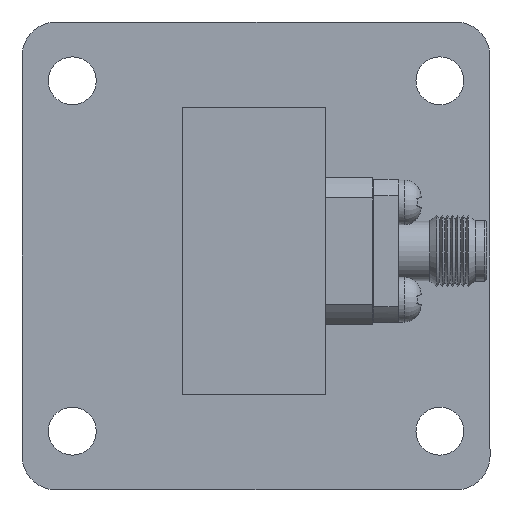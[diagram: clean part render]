
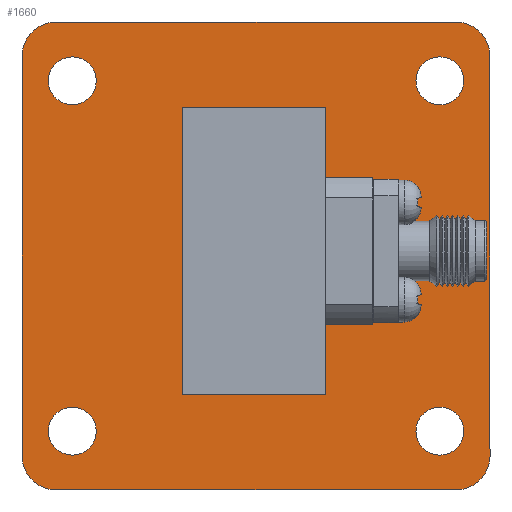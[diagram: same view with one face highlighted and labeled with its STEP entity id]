
A CAD part, left-side view. The second image highlights one B-rep face of the part: STEP entity #1660.
In plain terms, the highlighted planar face has unit normal (-1, 0, 0).
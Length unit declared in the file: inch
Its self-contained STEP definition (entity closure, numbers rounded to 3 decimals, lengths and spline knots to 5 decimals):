
#3 = ORIENTED_EDGE ( 'NONE', *, *, #198, .T. ) ;
#20 = CARTESIAN_POINT ( 'NONE',  ( -0.19685, 0.68942, 0.67935 ) ) ;
#26 = EDGE_CURVE ( 'NONE', #375, #2351, #2830, .T. ) ;
#108 = CARTESIAN_POINT ( 'NONE',  ( -0.19685, 0.80752, -0.71456 ) ) ;
#189 = ORIENTED_EDGE ( 'NONE', *, *, #2977, .F. ) ;
#192 = CIRCLE ( 'NONE', #3779, 0.1181 ) ;
#198 = EDGE_CURVE ( 'NONE', #2900, #2900, #408, .T. ) ;
#234 = CIRCLE ( 'NONE', #2892, 0.1181 ) ;
#246 = VECTOR ( 'NONE', #3167, 39.37008 ) ;
#255 = CARTESIAN_POINT ( 'NONE',  ( -0.19685, 0.25006, -0.50012 ) ) ;
#299 = FACE_BOUND ( 'NONE', #3525, .T. ) ;
#375 = VERTEX_POINT ( 'NONE', #689 ) ;
#408 = CIRCLE ( 'NONE', #653, 0.08345 ) ;
#419 = EDGE_CURVE ( 'NONE', #3756, #1826, #192, .T. ) ;
#431 = DIRECTION ( 'NONE',  ( 0., 0., -1. ) ) ;
#435 = VECTOR ( 'NONE', #1500, 39.37008 ) ;
#439 = ORIENTED_EDGE ( 'NONE', *, *, #2284, .F. ) ;
#460 = EDGE_CURVE ( 'NONE', #2956, #2167, #3745, .T. ) ;
#517 = CARTESIAN_POINT ( 'NONE',  ( -0.19685, 0.80752, 0.67935 ) ) ;
#539 = DIRECTION ( 'NONE',  ( 0., 0., 1. ) ) ;
#582 = VERTEX_POINT ( 'NONE', #2767 ) ;
#633 = ORIENTED_EDGE ( 'NONE', *, *, #1681, .T. ) ;
#653 = AXIS2_PLACEMENT_3D ( 'NONE', #3053, #1381, #3403 ) ;
#665 = DIRECTION ( 'NONE',  ( 1., 0., 0. ) ) ;
#683 = CARTESIAN_POINT ( 'NONE',  ( -0.19685, -0.25006, 0.50012 ) ) ;
#689 = CARTESIAN_POINT ( 'NONE',  ( -0.19685, -0.25006, -0.50012 ) ) ;
#693 = VERTEX_POINT ( 'NONE', #3715 ) ;
#705 = ORIENTED_EDGE ( 'NONE', *, *, #4243, .F. ) ;
#765 = VERTEX_POINT ( 'NONE', #1785 ) ;
#766 = DIRECTION ( 'NONE',  ( 1., 0., 0. ) ) ;
#806 = VERTEX_POINT ( 'NONE', #1145 ) ;
#900 = AXIS2_PLACEMENT_3D ( 'NONE', #3791, #1787, #4124 ) ;
#921 = EDGE_LOOP ( 'NONE', ( #1667, #3355, #964, #3384, #189, #3034, #2359, #705 ) ) ;
#953 = EDGE_CURVE ( 'NONE', #582, #2686, #3800, .T. ) ;
#961 = ORIENTED_EDGE ( 'NONE', *, *, #3568, .T. ) ;
#964 = ORIENTED_EDGE ( 'NONE', *, *, #460, .F. ) ;
#1022 = CIRCLE ( 'NONE', #900, 0.08345 ) ;
#1035 = VECTOR ( 'NONE', #539, 39.37008 ) ;
#1076 = FACE_BOUND ( 'NONE', #3237, .T. ) ;
#1125 = CARTESIAN_POINT ( 'NONE',  ( -0.19685, 0.80752, -0.71456 ) ) ;
#1145 = CARTESIAN_POINT ( 'NONE',  ( -0.19685, -0.7045, 0.79745 ) ) ;
#1163 = CARTESIAN_POINT ( 'NONE',  ( -0.19685, -0.8226, -0.71456 ) ) ;
#1260 = AXIS2_PLACEMENT_3D ( 'NONE', #2659, #665, #2998 ) ;
#1328 = AXIS2_PLACEMENT_3D ( 'NONE', #2329, #4312, #1989 ) ;
#1381 = DIRECTION ( 'NONE',  ( 1., 0., 0. ) ) ;
#1385 = CARTESIAN_POINT ( 'NONE',  ( -0.19685, 0.68942, 0.79745 ) ) ;
#1396 = CARTESIAN_POINT ( 'NONE',  ( -0.19685, 0.63236, 0.50906 ) ) ;
#1444 = VECTOR ( 'NONE', #1712, 39.37008 ) ;
#1500 = DIRECTION ( 'NONE',  ( 0., 0., -1. ) ) ;
#1509 = AXIS2_PLACEMENT_3D ( 'NONE', #3665, #2249, #431 ) ;
#1521 = EDGE_LOOP ( 'NONE', ( #961 ) ) ;
#1528 = VECTOR ( 'NONE', #1799, 39.37008 ) ;
#1557 = DIRECTION ( 'NONE',  ( 1., 0., 0. ) ) ;
#1564 = EDGE_CURVE ( 'NONE', #2686, #375, #3070, .T. ) ;
#1630 = ORIENTED_EDGE ( 'NONE', *, *, #953, .F. ) ;
#1634 = CARTESIAN_POINT ( 'NONE',  ( -0.19685, -0.8226, -0.71456 ) ) ;
#1657 = LINE ( 'NONE', #4038, #1444 ) ;
#1660 = ADVANCED_FACE ( 'NONE', ( #2192, #3752, #2076, #299, #1973, #1076 ), #3648, .F. ) ;
#1667 = ORIENTED_EDGE ( 'NONE', *, *, #2315, .F. ) ;
#1679 = VERTEX_POINT ( 'NONE', #3972 ) ;
#1681 = EDGE_CURVE ( 'NONE', #693, #693, #2756, .T. ) ;
#1712 = DIRECTION ( 'NONE',  ( 0., -1., 0. ) ) ;
#1727 = EDGE_LOOP ( 'NONE', ( #3980 ) ) ;
#1781 = DIRECTION ( 'NONE',  ( 0., 1., 0. ) ) ;
#1785 = CARTESIAN_POINT ( 'NONE',  ( -0.19685, -0.8226, 0.67935 ) ) ;
#1787 = DIRECTION ( 'NONE',  ( 1., 0., 0. ) ) ;
#1799 = DIRECTION ( 'NONE',  ( 0., 0., 1. ) ) ;
#1811 = EDGE_CURVE ( 'NONE', #1826, #806, #1657, .T. ) ;
#1826 = VERTEX_POINT ( 'NONE', #1385 ) ;
#1941 = AXIS2_PLACEMENT_3D ( 'NONE', #3960, #2972, #2304 ) ;
#1973 = FACE_BOUND ( 'NONE', #1727, .T. ) ;
#1989 = DIRECTION ( 'NONE',  ( 0., 0., -1. ) ) ;
#2076 = FACE_BOUND ( 'NONE', #1521, .T. ) ;
#2114 = LINE ( 'NONE', #2884, #2912 ) ;
#2167 = VERTEX_POINT ( 'NONE', #2370 ) ;
#2190 = ORIENTED_EDGE ( 'NONE', *, *, #26, .F. ) ;
#2192 = FACE_OUTER_BOUND ( 'NONE', #921, .T. ) ;
#2210 = VERTEX_POINT ( 'NONE', #1396 ) ;
#2230 = ORIENTED_EDGE ( 'NONE', *, *, #1564, .F. ) ;
#2249 = DIRECTION ( 'NONE',  ( 1., 0., 0. ) ) ;
#2284 = EDGE_CURVE ( 'NONE', #2351, #582, #2114, .T. ) ;
#2304 = DIRECTION ( 'NONE',  ( 0., 0., -1. ) ) ;
#2315 = EDGE_CURVE ( 'NONE', #1679, #3376, #234, .T. ) ;
#2316 = VERTEX_POINT ( 'NONE', #2731 ) ;
#2329 = CARTESIAN_POINT ( 'NONE',  ( -0.19685, -0.7045, -0.71456 ) ) ;
#2351 = VERTEX_POINT ( 'NONE', #4205 ) ;
#2359 = ORIENTED_EDGE ( 'NONE', *, *, #419, .F. ) ;
#2370 = CARTESIAN_POINT ( 'NONE',  ( -0.19685, -0.7045, -0.83266 ) ) ;
#2459 = CARTESIAN_POINT ( 'NONE',  ( -0.19685, 0.25006, 0.50012 ) ) ;
#2530 = LINE ( 'NONE', #3784, #3420 ) ;
#2604 = DIRECTION ( 'NONE',  ( 0., -1., 0. ) ) ;
#2659 = CARTESIAN_POINT ( 'NONE',  ( -0.19685, -0.64803, -0.62772 ) ) ;
#2686 = VERTEX_POINT ( 'NONE', #3158 ) ;
#2711 = EDGE_CURVE ( 'NONE', #765, #2956, #3096, .T. ) ;
#2731 = CARTESIAN_POINT ( 'NONE',  ( -0.19685, 0.63236, -0.71118 ) ) ;
#2756 = CIRCLE ( 'NONE', #1260, 0.08345 ) ;
#2757 = CARTESIAN_POINT ( 'NONE',  ( -0.19685, 0.63236, 0.59251 ) ) ;
#2767 = CARTESIAN_POINT ( 'NONE',  ( -0.19685, 0.25006, 0.50012 ) ) ;
#2830 = LINE ( 'NONE', #683, #1035 ) ;
#2884 = CARTESIAN_POINT ( 'NONE',  ( -0.19685, 0.25006, 0.50012 ) ) ;
#2892 = AXIS2_PLACEMENT_3D ( 'NONE', #3566, #1557, #3897 ) ;
#2900 = VERTEX_POINT ( 'NONE', #4331 ) ;
#2912 = VECTOR ( 'NONE', #3555, 39.37008 ) ;
#2956 = VERTEX_POINT ( 'NONE', #1634 ) ;
#2972 = DIRECTION ( 'NONE',  ( 1., 0., 0. ) ) ;
#2977 = EDGE_CURVE ( 'NONE', #806, #765, #4151, .T. ) ;
#2998 = DIRECTION ( 'NONE',  ( 0., 0., -1. ) ) ;
#3034 = ORIENTED_EDGE ( 'NONE', *, *, #1811, .F. ) ;
#3053 = CARTESIAN_POINT ( 'NONE',  ( -0.19685, -0.64803, 0.59251 ) ) ;
#3070 = LINE ( 'NONE', #255, #3954 ) ;
#3089 = DIRECTION ( 'NONE',  ( 0., 0., -1. ) ) ;
#3096 = LINE ( 'NONE', #1163, #435 ) ;
#3158 = CARTESIAN_POINT ( 'NONE',  ( -0.19685, 0.25006, -0.50012 ) ) ;
#3167 = DIRECTION ( 'NONE',  ( 0., 0., -1. ) ) ;
#3237 = EDGE_LOOP ( 'NONE', ( #439, #2190, #2230, #1630 ) ) ;
#3355 = ORIENTED_EDGE ( 'NONE', *, *, #4184, .F. ) ;
#3361 = EDGE_CURVE ( 'NONE', #2316, #2316, #1022, .T. ) ;
#3376 = VERTEX_POINT ( 'NONE', #108 ) ;
#3384 = ORIENTED_EDGE ( 'NONE', *, *, #2711, .F. ) ;
#3403 = DIRECTION ( 'NONE',  ( 0., 0., -1. ) ) ;
#3420 = VECTOR ( 'NONE', #1781, 39.37008 ) ;
#3525 = EDGE_LOOP ( 'NONE', ( #3 ) ) ;
#3555 = DIRECTION ( 'NONE',  ( 0., 1., 0. ) ) ;
#3566 = CARTESIAN_POINT ( 'NONE',  ( -0.19685, 0.68942, -0.71456 ) ) ;
#3568 = EDGE_CURVE ( 'NONE', #2210, #2210, #3860, .T. ) ;
#3595 = AXIS2_PLACEMENT_3D ( 'NONE', #2757, #766, #3089 ) ;
#3648 = PLANE ( 'NONE',  #1941 ) ;
#3665 = CARTESIAN_POINT ( 'NONE',  ( -0.19685, -0.7045, 0.67935 ) ) ;
#3706 = DIRECTION ( 'NONE',  ( 1., 0., 0. ) ) ;
#3715 = CARTESIAN_POINT ( 'NONE',  ( -0.19685, -0.64803, -0.71118 ) ) ;
#3716 = DIRECTION ( 'NONE',  ( 0., 0., -1. ) ) ;
#3745 = CIRCLE ( 'NONE', #1328, 0.1181 ) ;
#3752 = FACE_BOUND ( 'NONE', #3968, .T. ) ;
#3756 = VERTEX_POINT ( 'NONE', #517 ) ;
#3779 = AXIS2_PLACEMENT_3D ( 'NONE', #20, #3706, #3716 ) ;
#3784 = CARTESIAN_POINT ( 'NONE',  ( -0.19685, -0.7045, -0.83266 ) ) ;
#3791 = CARTESIAN_POINT ( 'NONE',  ( -0.19685, 0.63236, -0.62772 ) ) ;
#3800 = LINE ( 'NONE', #2459, #246 ) ;
#3860 = CIRCLE ( 'NONE', #3595, 0.08345 ) ;
#3897 = DIRECTION ( 'NONE',  ( 0., 0., -1. ) ) ;
#3954 = VECTOR ( 'NONE', #2604, 39.37008 ) ;
#3960 = CARTESIAN_POINT ( 'NONE',  ( -0.19685, 0.68942, -0.71456 ) ) ;
#3968 = EDGE_LOOP ( 'NONE', ( #633 ) ) ;
#3972 = CARTESIAN_POINT ( 'NONE',  ( -0.19685, 0.68942, -0.83266 ) ) ;
#3980 = ORIENTED_EDGE ( 'NONE', *, *, #3361, .T. ) ;
#4038 = CARTESIAN_POINT ( 'NONE',  ( -0.19685, -0.7045, 0.79745 ) ) ;
#4124 = DIRECTION ( 'NONE',  ( 0., 0., -1. ) ) ;
#4151 = CIRCLE ( 'NONE', #1509, 0.1181 ) ;
#4184 = EDGE_CURVE ( 'NONE', #2167, #1679, #2530, .T. ) ;
#4205 = CARTESIAN_POINT ( 'NONE',  ( -0.19685, -0.25006, 0.50012 ) ) ;
#4243 = EDGE_CURVE ( 'NONE', #3376, #3756, #4284, .T. ) ;
#4284 = LINE ( 'NONE', #1125, #1528 ) ;
#4312 = DIRECTION ( 'NONE',  ( 1., 0., 0. ) ) ;
#4331 = CARTESIAN_POINT ( 'NONE',  ( -0.19685, -0.64803, 0.50906 ) ) ;
